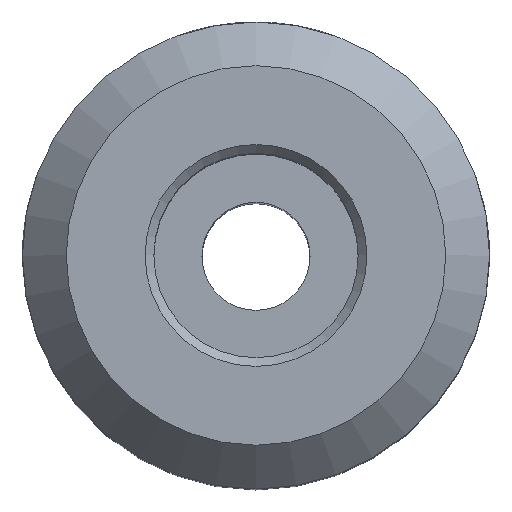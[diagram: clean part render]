
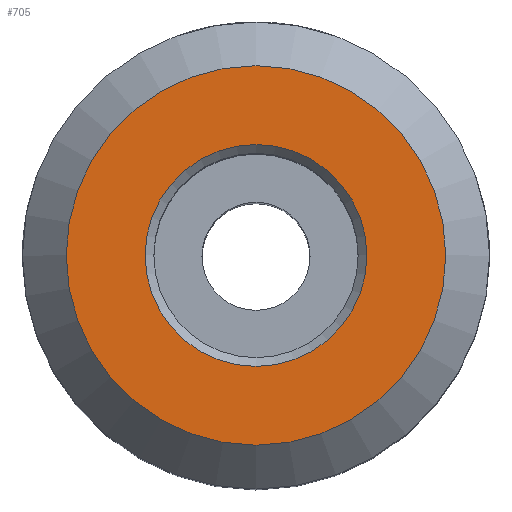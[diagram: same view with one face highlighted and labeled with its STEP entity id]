
A CAD part, top view. The second image highlights one B-rep face of the part: STEP entity #705.
In plain terms, the highlighted planar face has unit normal (0, 0, 1).
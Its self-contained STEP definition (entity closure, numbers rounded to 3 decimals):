
#64 = AXIS2_PLACEMENT_3D ( 'NONE', #708, #703, #877 ) ;
#100 = EDGE_LOOP ( 'NONE', ( #864 ) ) ;
#156 = EDGE_LOOP ( 'NONE', ( #970 ) ) ;
#162 = CIRCLE ( 'NONE', #710, 6.5 ) ;
#265 = DIRECTION ( 'NONE',  ( 1., 0., 0. ) ) ;
#272 = DIRECTION ( 'NONE',  ( 0., 0., 1. ) ) ;
#457 = FACE_BOUND ( 'NONE', #100, .T. ) ;
#546 = DIRECTION ( 'NONE',  ( 1., 0., 0. ) ) ;
#566 = EDGE_CURVE ( 'NONE', #915, #915, #1215, .T. ) ;
#700 = EDGE_CURVE ( 'NONE', #1090, #1090, #162, .T. ) ;
#703 = DIRECTION ( 'NONE',  ( 0., 0., -1. ) ) ;
#705 = ADVANCED_FACE ( 'NONE', ( #457, #837 ), #1092, .T. ) ;
#708 = CARTESIAN_POINT ( 'NONE',  ( 0., 0., 60. ) ) ;
#710 = AXIS2_PLACEMENT_3D ( 'NONE', #1192, #272, #546 ) ;
#828 = CARTESIAN_POINT ( 'NONE',  ( 0., 0., 60. ) ) ;
#837 = FACE_OUTER_BOUND ( 'NONE', #156, .T. ) ;
#864 = ORIENTED_EDGE ( 'NONE', *, *, #566, .T. ) ;
#877 = DIRECTION ( 'NONE',  ( 1., 0., 0. ) ) ;
#909 = CARTESIAN_POINT ( 'NONE',  ( 3.8, 0., 60. ) ) ;
#915 = VERTEX_POINT ( 'NONE', #909 ) ;
#962 = AXIS2_PLACEMENT_3D ( 'NONE', #828, #1003, #265 ) ;
#970 = ORIENTED_EDGE ( 'NONE', *, *, #700, .T. ) ;
#1003 = DIRECTION ( 'NONE',  ( 0., 0., 1. ) ) ;
#1090 = VERTEX_POINT ( 'NONE', #1197 ) ;
#1092 = PLANE ( 'NONE',  #962 ) ;
#1192 = CARTESIAN_POINT ( 'NONE',  ( 0., 0., 60. ) ) ;
#1197 = CARTESIAN_POINT ( 'NONE',  ( 6.5, 0., 60. ) ) ;
#1215 = CIRCLE ( 'NONE', #64, 3.8 ) ;
